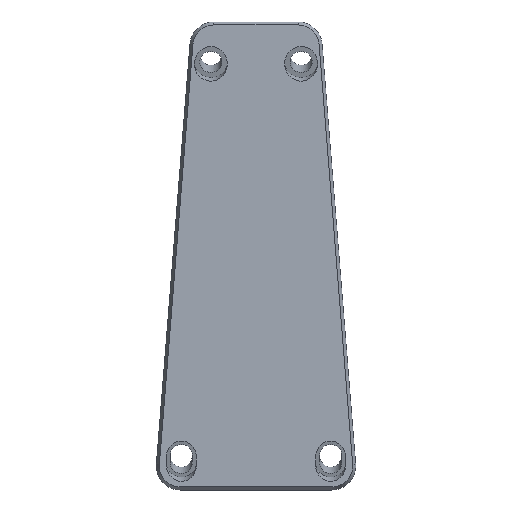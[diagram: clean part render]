
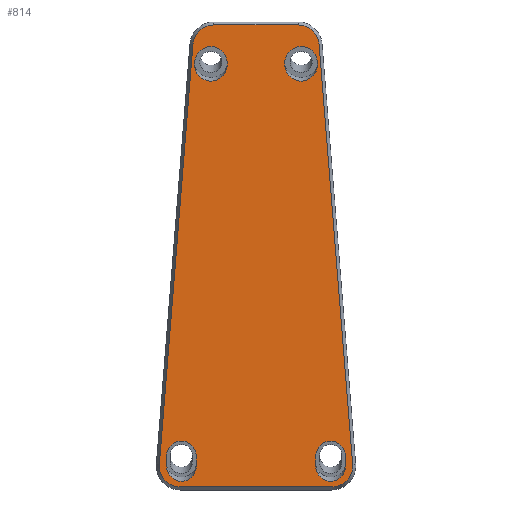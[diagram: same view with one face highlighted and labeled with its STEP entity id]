
A CAD part, top view. The second image highlights one B-rep face of the part: STEP entity #814.
In plain terms, the highlighted planar face has unit normal (0, 0, 1).
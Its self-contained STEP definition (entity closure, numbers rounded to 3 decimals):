
#23=FACE_BOUND('',#172,.T.);
#24=FACE_BOUND('',#173,.T.);
#25=FACE_BOUND('',#174,.T.);
#26=FACE_BOUND('',#175,.T.);
#45=CIRCLE('',#890,7.);
#47=CIRCLE('',#893,7.);
#49=CIRCLE('',#898,7.);
#51=CIRCLE('',#901,7.);
#56=ELLIPSE('',#841,5.257,5.);
#57=ELLIPSE('',#845,5.257,5.);
#58=ELLIPSE('',#852,5.257,5.);
#59=ELLIPSE('',#856,5.257,5.);
#62=ELLIPSE('',#868,5.783,5.5);
#63=ELLIPSE('',#873,5.783,5.5);
#120=FACE_OUTER_BOUND('',#171,.T.);
#171=EDGE_LOOP('',(#675,#676,#677,#678,#679,#680,#681,#682));
#172=EDGE_LOOP('',(#683,#684,#685,#686));
#173=EDGE_LOOP('',(#687,#688,#689,#690));
#174=EDGE_LOOP('',(#691));
#175=EDGE_LOOP('',(#692));
#191=LINE('',#1170,#267);
#196=LINE('',#1184,#272);
#201=LINE('',#1203,#277);
#206=LINE('',#1217,#282);
#228=LINE('',#1296,#304);
#233=LINE('',#1314,#309);
#237=LINE('',#1322,#313);
#241=LINE('',#1337,#317);
#267=VECTOR('',#926,10.);
#272=VECTOR('',#939,10.);
#277=VECTOR('',#958,10.);
#282=VECTOR('',#971,10.);
#304=VECTOR('',#1059,10.);
#309=VECTOR('',#1078,10.);
#313=VECTOR('',#1084,10.);
#317=VECTOR('',#1102,10.);
#343=VERTEX_POINT('',#1168);
#344=VERTEX_POINT('',#1169);
#347=VERTEX_POINT('',#1177);
#349=VERTEX_POINT('',#1183);
#355=VERTEX_POINT('',#1201);
#356=VERTEX_POINT('',#1202);
#359=VERTEX_POINT('',#1210);
#361=VERTEX_POINT('',#1216);
#373=VERTEX_POINT('',#1254);
#376=VERTEX_POINT('',#1263);
#384=VERTEX_POINT('',#1293);
#385=VERTEX_POINT('',#1295);
#387=VERTEX_POINT('',#1301);
#390=VERTEX_POINT('',#1309);
#391=VERTEX_POINT('',#1313);
#394=VERTEX_POINT('',#1320);
#395=VERTEX_POINT('',#1325);
#398=VERTEX_POINT('',#1333);
#415=EDGE_CURVE('',#343,#344,#191,.T.);
#419=EDGE_CURVE('',#344,#347,#56,.T.);
#422=EDGE_CURVE('',#347,#349,#196,.T.);
#425=EDGE_CURVE('',#349,#343,#57,.T.);
#431=EDGE_CURVE('',#355,#356,#201,.T.);
#435=EDGE_CURVE('',#356,#359,#58,.T.);
#438=EDGE_CURVE('',#359,#361,#206,.T.);
#441=EDGE_CURVE('',#361,#355,#59,.T.);
#457=EDGE_CURVE('',#373,#373,#62,.T.);
#461=EDGE_CURVE('',#376,#376,#63,.T.);
#476=EDGE_CURVE('',#384,#385,#228,.T.);
#481=EDGE_CURVE('',#385,#387,#45,.T.);
#484=EDGE_CURVE('',#390,#384,#47,.T.);
#485=EDGE_CURVE('',#387,#391,#233,.T.);
#489=EDGE_CURVE('',#394,#390,#237,.T.);
#493=EDGE_CURVE('',#391,#395,#49,.T.);
#496=EDGE_CURVE('',#398,#394,#51,.T.);
#497=EDGE_CURVE('',#395,#398,#241,.T.);
#675=ORIENTED_EDGE('',*,*,#476,.F.);
#676=ORIENTED_EDGE('',*,*,#484,.F.);
#677=ORIENTED_EDGE('',*,*,#489,.F.);
#678=ORIENTED_EDGE('',*,*,#496,.F.);
#679=ORIENTED_EDGE('',*,*,#497,.F.);
#680=ORIENTED_EDGE('',*,*,#493,.F.);
#681=ORIENTED_EDGE('',*,*,#485,.F.);
#682=ORIENTED_EDGE('',*,*,#481,.F.);
#683=ORIENTED_EDGE('',*,*,#422,.T.);
#684=ORIENTED_EDGE('',*,*,#425,.T.);
#685=ORIENTED_EDGE('',*,*,#415,.T.);
#686=ORIENTED_EDGE('',*,*,#419,.T.);
#687=ORIENTED_EDGE('',*,*,#438,.T.);
#688=ORIENTED_EDGE('',*,*,#441,.T.);
#689=ORIENTED_EDGE('',*,*,#431,.T.);
#690=ORIENTED_EDGE('',*,*,#435,.T.);
#691=ORIENTED_EDGE('',*,*,#457,.T.);
#692=ORIENTED_EDGE('',*,*,#461,.T.);
#769=PLANE('',#909);
#814=ADVANCED_FACE('',(#120,#23,#24,#25,#26),#769,.T.);
#841=AXIS2_PLACEMENT_3D('',#1178,#932,#933);
#845=AXIS2_PLACEMENT_3D('',#1189,#944,#945);
#852=AXIS2_PLACEMENT_3D('',#1211,#964,#965);
#856=AXIS2_PLACEMENT_3D('',#1222,#976,#977);
#868=AXIS2_PLACEMENT_3D('',#1255,#1010,#1011);
#873=AXIS2_PLACEMENT_3D('',#1264,#1021,#1022);
#890=AXIS2_PLACEMENT_3D('',#1305,#1067,#1068);
#893=AXIS2_PLACEMENT_3D('',#1311,#1074,#1075);
#898=AXIS2_PLACEMENT_3D('',#1329,#1091,#1092);
#901=AXIS2_PLACEMENT_3D('',#1335,#1098,#1099);
#909=AXIS2_PLACEMENT_3D('',#1357,#1123,#1124);
#926=DIRECTION('',(0.,1.,0.));
#932=DIRECTION('center_axis',(0.,0.,-1.));
#933=DIRECTION('ref_axis',(0.,-1.,0.));
#939=DIRECTION('',(0.,-1.,0.));
#944=DIRECTION('center_axis',(0.,0.,-1.));
#945=DIRECTION('ref_axis',(0.,1.,0.));
#958=DIRECTION('',(0.,1.,0.));
#964=DIRECTION('center_axis',(0.,0.,-1.));
#965=DIRECTION('ref_axis',(0.,-1.,0.));
#971=DIRECTION('',(0.,-1.,0.));
#976=DIRECTION('center_axis',(0.,0.,-1.));
#977=DIRECTION('ref_axis',(0.,1.,0.));
#1010=DIRECTION('center_axis',(0.,0.,-1.));
#1011=DIRECTION('ref_axis',(0.,-1.,0.));
#1021=DIRECTION('center_axis',(0.,0.,-1.));
#1022=DIRECTION('ref_axis',(0.,-1.,0.));
#1059=DIRECTION('',(0.08,0.997,0.));
#1067=DIRECTION('center_axis',(0.,0.,-1.));
#1068=DIRECTION('ref_axis',(-0.678,0.735,0.));
#1074=DIRECTION('center_axis',(0.,0.,-1.));
#1075=DIRECTION('ref_axis',(-0.735,-0.678,0.));
#1078=DIRECTION('',(1.,0.,0.));
#1084=DIRECTION('',(-1.,0.,0.));
#1091=DIRECTION('center_axis',(0.,0.,-1.));
#1092=DIRECTION('ref_axis',(0.678,0.735,0.));
#1098=DIRECTION('center_axis',(0.,0.,-1.));
#1099=DIRECTION('ref_axis',(0.735,-0.678,0.));
#1102=DIRECTION('',(0.08,-0.997,0.));
#1123=DIRECTION('center_axis',(0.,0.,1.));
#1124=DIRECTION('ref_axis',(1.,0.,0.));
#1168=CARTESIAN_POINT('',(-29.95,-71.267,10.4));
#1169=CARTESIAN_POINT('',(-29.95,-68.323,10.4));
#1170=CARTESIAN_POINT('',(-29.95,-38.613,10.4));
#1177=CARTESIAN_POINT('',(-19.95,-68.323,10.4));
#1178=CARTESIAN_POINT('Origin',(-24.95,-68.323,10.4));
#1183=CARTESIAN_POINT('',(-19.95,-71.267,10.4));
#1184=CARTESIAN_POINT('',(-19.95,-37.282,10.4));
#1189=CARTESIAN_POINT('Origin',(-24.95,-71.267,10.4));
#1201=CARTESIAN_POINT('',(19.95,-71.267,10.4));
#1202=CARTESIAN_POINT('',(19.95,-68.323,10.4));
#1203=CARTESIAN_POINT('',(19.95,-38.613,10.4));
#1210=CARTESIAN_POINT('',(29.95,-68.323,10.4));
#1211=CARTESIAN_POINT('Origin',(24.95,-68.323,10.4));
#1216=CARTESIAN_POINT('',(29.95,-71.267,10.4));
#1217=CARTESIAN_POINT('',(29.95,-37.282,10.4));
#1222=CARTESIAN_POINT('Origin',(24.95,-71.267,10.4));
#1254=CARTESIAN_POINT('',(-20.6,63.037,10.4));
#1255=CARTESIAN_POINT('Origin',(-15.1,63.037,10.4));
#1263=CARTESIAN_POINT('',(9.6,63.037,10.4));
#1264=CARTESIAN_POINT('Origin',(15.1,63.037,10.4));
#1293=CARTESIAN_POINT('',(-32.313,-70.858,10.4));
#1295=CARTESIAN_POINT('',(-21.092,69.573,10.4));
#1296=CARTESIAN_POINT('',(-23.54,38.93,10.4));
#1301=CARTESIAN_POINT('',(-14.114,76.016,10.4));
#1305=CARTESIAN_POINT('Origin',(-14.114,69.016,10.4));
#1309=CARTESIAN_POINT('',(-25.335,-78.416,10.4));
#1311=CARTESIAN_POINT('Origin',(-25.335,-71.416,10.4));
#1313=CARTESIAN_POINT('',(14.114,76.016,10.4));
#1314=CARTESIAN_POINT('',(10.75,76.016,10.4));
#1320=CARTESIAN_POINT('',(25.335,-78.416,10.4));
#1322=CARTESIAN_POINT('',(-17.,-78.416,10.4));
#1325=CARTESIAN_POINT('',(21.092,69.573,10.4));
#1329=CARTESIAN_POINT('Origin',(14.114,69.016,10.4));
#1333=CARTESIAN_POINT('',(32.313,-70.858,10.4));
#1335=CARTESIAN_POINT('Origin',(25.335,-71.416,10.4));
#1337=CARTESIAN_POINT('',(29.79,-39.286,10.4));
#1357=CARTESIAN_POINT('Origin',(0.,-1.2,10.4));
